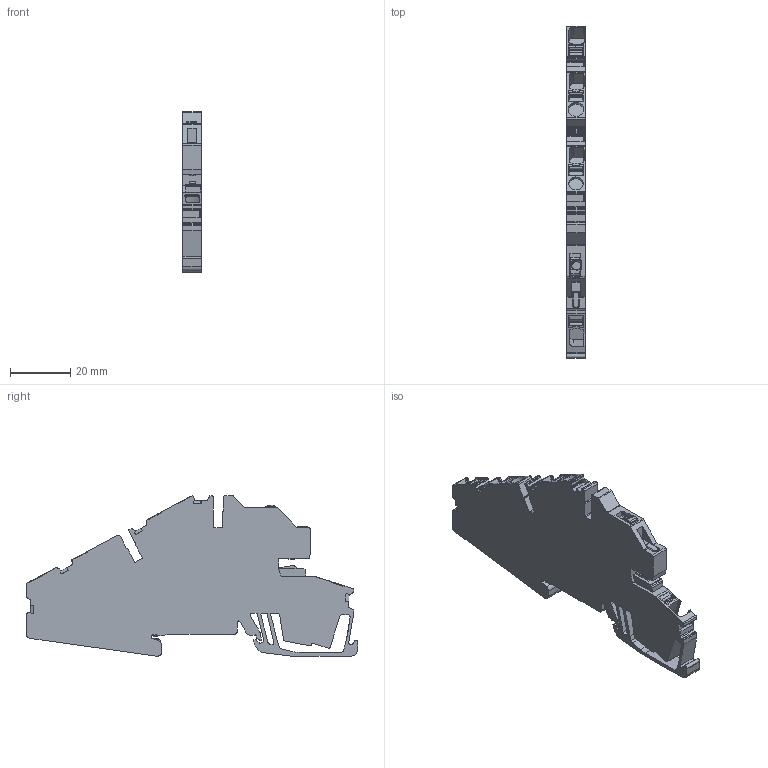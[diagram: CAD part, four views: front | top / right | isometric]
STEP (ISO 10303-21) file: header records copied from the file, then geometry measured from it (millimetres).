
FILE_DESCRIPTION(('CATIA V5 STEP Exchange','CAx-IF Rec.Pracs.--- Model Styling and Organization---1.5--- 2016-08-15','CAx-IF Rec.Pracs.---Supplemental Geometry---1.0---2011-11-01','CAx-IF Rec.Pracs.--- Composite Materials ---1.1---2010-07-15'),'2;1');
FILE_NAME ('1117346-7_0', '2025-09-19T08:35:37+00:00', ('none'), ('Weidmueller'), 'CATIA Version 5-6 Release 2024 SP4', 'CATIA V5 STEP AP214 v3', 'none');
FILE_SCHEMA(('AUTOMOTIVE_DESIGN { 1 0 10303 214 1 1 1 1 }'));
Length unit declared in the file: millimetre
Products named in the file (1): 2669100000
Bounding box: 6.1 x 110.24 x 53.31 mm (x, y, z)
Volume: 21667.5 mm3; surface area: 11976.6 mm2
Topology: 13 solids, 13 shells, 697 faces, 2004 edges, 1337 vertices
Faces by surface type: plane 370, cylinder 295, bspline 10, extrusion 8, torus 7, cone 5, sphere 2
Entity records: 24993 total; most frequent: CARTESIAN_POINT 7849, ORIENTED_EDGE 4004, DIRECTION 2779, EDGE_CURVE 2002, VECTOR 1348, LINE 1340, VERTEX_POINT 1337, AXIS2_PLACEMENT_3D 845
